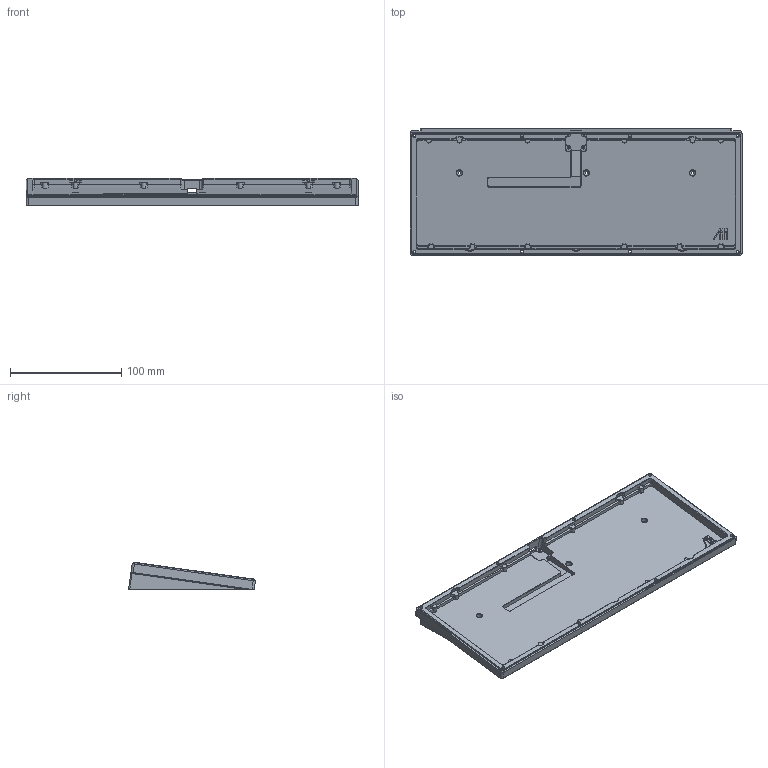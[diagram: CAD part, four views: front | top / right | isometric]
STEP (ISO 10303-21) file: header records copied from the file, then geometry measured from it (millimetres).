
FILE_DESCRIPTION(/* description */ (''),/* implementation_level */ '2;1');
FILE_NAME(/* name */ 'Klasse_S60_Bot.step',/* time_stamp */ '2025-04-12T20:10:55+08:00',/* author */ (''),/* organization */ (''),/* preprocessor_version */ 'ST-DEVELOPER v20.1',/* originating_system */ 'Autodesk Translation Framework v14.4.0.0',/* authorisation */ '');
FILE_SCHEMA (('AUTOMOTIVE_DESIGN { 1 0 10303 214 3 1 1 }'));
Length unit declared in the file: millimetre
Products named in the file (2): Klasse S60; Bot
Assembly tree (1 placements, depth 2):
  Klasse S60
    Bot
Bounding box: 298.27 x 113.89 x 24.61 mm (x, y, z)
Volume: 258017.5 mm3; surface area: 91733.9 mm2
Topology: 1 solids, 1 shells, 514 faces, 1352 edges, 853 vertices
Faces by surface type: plane 227, cylinder 200, cone 66, bspline 17, torus 4
Full cylindrical faces by diameter (mm): 2 x4, 2.5 x3, 2.7 x8, 5 x8, 5.1 x3, 8.1 x4
Entity records: 16563 total; most frequent: CARTESIAN_POINT 3542, DIRECTION 2791, ORIENTED_EDGE 2692, EDGE_CURVE 1346, AXIS2_PLACEMENT_3D 992, VERTEX_POINT 853, LINE 807, VECTOR 807
